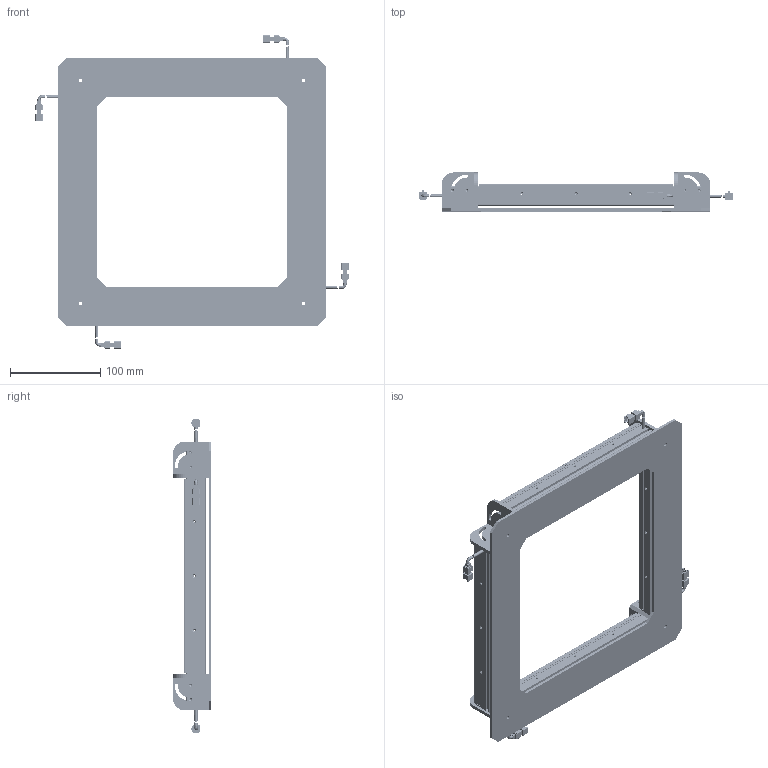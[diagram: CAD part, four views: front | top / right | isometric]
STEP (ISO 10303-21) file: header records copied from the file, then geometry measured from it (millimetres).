
FILE_DESCRIPTION (( 'STEP AP214' ), '1' );
FILE_NAME ('660303-G.STEP', '2019-03-14T02:19:18', ( 'user' ), ( '微软中国' ), 'SwSTEP 2.0', 'SolidWorks 2016', '' );
FILE_SCHEMA (( 'AUTOMOTIVE_DESIGN' ));
Length unit declared in the file: millimetre
Products named in the file (1): 660303-G
Bounding box: 347 x 43 x 347 mm (x, y, z)
Volume: 504822.9 mm3; surface area: 456315.1 mm2
Topology: 29 solids, 29 shells, 7593 faces, 20171 edges, 12646 vertices
Faces by surface type: cylinder 4416, plane 1912, bspline 1081, cone 184
Entity records: 323772 total; most frequent: CARTESIAN_POINT 54908, DIRECTION 41863, ORIENTED_EDGE 36102, EDGE_CURVE 18051, AXIS2_PLACEMENT_3D 17433, VERTEX_POINT 12646, CIRCLE 10920, EDGE_LOOP 9813
